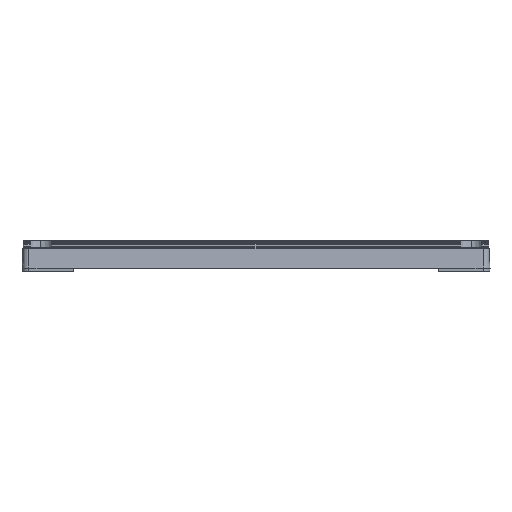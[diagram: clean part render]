
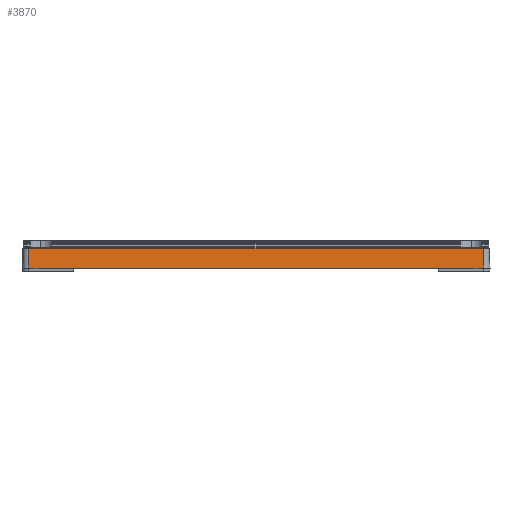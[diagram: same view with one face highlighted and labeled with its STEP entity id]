
A CAD part, left-side view. The second image highlights one B-rep face of the part: STEP entity #3870.
In plain terms, the highlighted face is planar.
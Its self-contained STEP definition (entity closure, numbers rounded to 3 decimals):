
#454 = CARTESIAN_POINT ( 'NONE',  ( 12.75, 53., 0. ) ) ;
#576 = CARTESIAN_POINT ( 'NONE',  ( 12.75, -53., 0. ) ) ;
#577 = DIRECTION ( 'NONE',  ( 0., 1., 0. ) ) ;
#578 = VECTOR ( 'NONE', #577, 1000. ) ;
#579 = CARTESIAN_POINT ( 'NONE',  ( 12.75, 68., 0. ) ) ;
#583 = LINE ( 'NONE', #579, #578 ) ;
#643 = LINE ( 'NONE', #705, #704 ) ;
#644 = CARTESIAN_POINT ( 'NONE',  ( 12.45, -66., 5.716 ) ) ;
#645 = DIRECTION ( 'NONE',  ( 0., -1., 0. ) ) ;
#646 = VECTOR ( 'NONE', #645, 1000. ) ;
#647 = CARTESIAN_POINT ( 'NONE',  ( 12.45, -68., 5.716 ) ) ;
#648 = LINE ( 'NONE', #647, #646 ) ;
#649 = CARTESIAN_POINT ( 'NONE',  ( 12.45, 66., 5.716 ) ) ;
#650 = CARTESIAN_POINT ( 'NONE',  ( 12.75, 66., 0. ) ) ;
#651 = DIRECTION ( 'NONE',  ( -0.052, 0., 0.999 ) ) ;
#652 = VECTOR ( 'NONE', #651, 1000. ) ;
#653 = CARTESIAN_POINT ( 'NONE',  ( 12.75, 66., 0. ) ) ;
#654 = DIRECTION ( 'NONE',  ( 0.052, 0., -0.999 ) ) ;
#655 = DIRECTION ( 'NONE',  ( 0.999, 0., 0.052 ) ) ;
#656 = AXIS2_PLACEMENT_3D ( 'NONE', #658, #655, #654 ) ;
#657 = LINE ( 'NONE', #653, #652 ) ;
#658 = CARTESIAN_POINT ( 'NONE',  ( 12.75, -68., 0. ) ) ;
#659 = PLANE ( 'NONE',  #656 ) ;
#660 = FACE_OUTER_BOUND ( 'NONE', #4131, .T. ) ;
#684 = DIRECTION ( 'NONE',  ( 0., -1., 0. ) ) ;
#685 = VECTOR ( 'NONE', #684, 1000. ) ;
#686 = CARTESIAN_POINT ( 'NONE',  ( 12.75, 53., 0. ) ) ;
#687 = LINE ( 'NONE', #686, #685 ) ;
#688 = DIRECTION ( 'NONE',  ( 0., 1., 0. ) ) ;
#689 = VECTOR ( 'NONE', #688, 1000. ) ;
#690 = CARTESIAN_POINT ( 'NONE',  ( 12.75, -68., 0. ) ) ;
#691 = LINE ( 'NONE', #690, #689 ) ;
#702 = CARTESIAN_POINT ( 'NONE',  ( 12.75, -66., 0. ) ) ;
#703 = DIRECTION ( 'NONE',  ( 0.052, 0., -0.999 ) ) ;
#704 = VECTOR ( 'NONE', #703, 1000. ) ;
#705 = CARTESIAN_POINT ( 'NONE',  ( 12.75, -66., 0. ) ) ;
#3769 = VERTEX_POINT ( 'NONE', #454 ) ;
#3824 = EDGE_CURVE ( 'NONE', #3825, #3769, #583, .T. ) ;
#3825 = VERTEX_POINT ( 'NONE', #576 ) ;
#3870 = ADVANCED_FACE ( 'NONE', ( #660 ), #659, .T. ) ;
#3871 = ORIENTED_EDGE ( 'NONE', *, *, #3872, .T. ) ;
#3872 = EDGE_CURVE ( 'NONE', #3873, #3874, #657, .T. ) ;
#3873 = VERTEX_POINT ( 'NONE', #650 ) ;
#3874 = VERTEX_POINT ( 'NONE', #649 ) ;
#3875 = ORIENTED_EDGE ( 'NONE', *, *, #3876, .T. ) ;
#3876 = EDGE_CURVE ( 'NONE', #3874, #3877, #648, .T. ) ;
#3877 = VERTEX_POINT ( 'NONE', #644 ) ;
#3878 = ORIENTED_EDGE ( 'NONE', *, *, #3879, .T. ) ;
#3879 = EDGE_CURVE ( 'NONE', #3877, #3880, #643, .T. ) ;
#3880 = VERTEX_POINT ( 'NONE', #702 ) ;
#3881 = ORIENTED_EDGE ( 'NONE', *, *, #3889, .T. ) ;
#3889 = EDGE_CURVE ( 'NONE', #3880, #3825, #691, .T. ) ;
#3890 = ORIENTED_EDGE ( 'NONE', *, *, #3824, .T. ) ;
#3891 = ORIENTED_EDGE ( 'NONE', *, *, #3892, .F. ) ;
#3892 = EDGE_CURVE ( 'NONE', #3873, #3769, #687, .T. ) ;
#4131 = EDGE_LOOP ( 'NONE', ( #3871, #3875, #3878, #3881, #3890, #3891 ) ) ;
